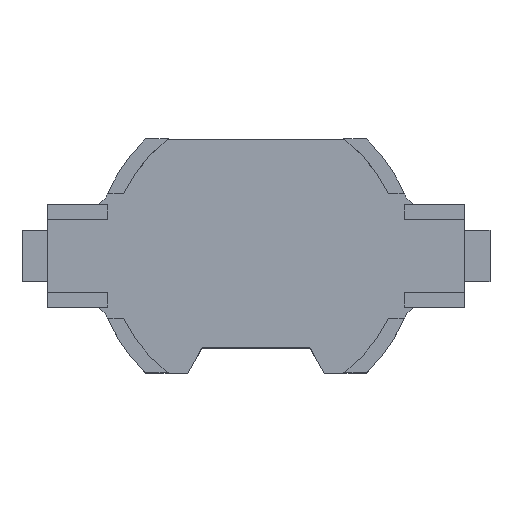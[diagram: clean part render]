
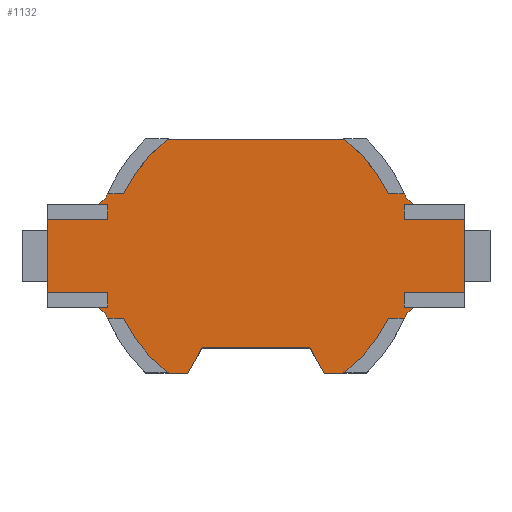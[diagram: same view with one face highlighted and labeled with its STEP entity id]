
A CAD part, top view. The second image highlights one B-rep face of the part: STEP entity #1132.
In plain terms, the highlighted planar face has unit normal (0, 0, 1).
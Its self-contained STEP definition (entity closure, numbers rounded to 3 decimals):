
#311=VERTEX_POINT('NONE',#312);
#312=CARTESIAN_POINT('',(14.25,2.517,1.148));
#318=EDGE_CURVE('NONE',#311,#319,#321,.T.);
#319=VERTEX_POINT('NONE',#320);
#320=CARTESIAN_POINT('',(14.25,-2.483,1.148));
#321=LINE('',#322,#323);
#322=CARTESIAN_POINT('',(14.25,-3.483,1.148));
#323=VECTOR('',#324,1.0);
#324=DIRECTION('',(0.0,-1.0,0.0));
#356=EDGE_CURVE('NONE',#357,#359,#361,.T.);
#357=VERTEX_POINT('NONE',#358);
#358=CARTESIAN_POINT('',(10.146,-3.483,1.148));
#359=VERTEX_POINT('NONE',#360);
#360=CARTESIAN_POINT('',(10.93,-3.483,1.148));
#361=LINE('',#362,#363);
#362=CARTESIAN_POINT('',(10.93,-3.483,1.148));
#363=VECTOR('',#364,1.0);
#364=DIRECTION('',(1.0,0.,0.0));
#397=EDGE_CURVE('NONE',#359,#398,#400,.F.);
#398=VERTEX_POINT('NONE',#399);
#399=CARTESIAN_POINT('',(10.146,-4.233,1.148));
#400=CIRCLE('',#401,1.358);
#401=AXIS2_PLACEMENT_3D('',#402,#403,#404);
#402=CARTESIAN_POINT('',(11.398,-4.758,1.148));
#403=DIRECTION('',(0.0,0.,-1.0));
#404=DIRECTION('',(0.0,-1.0,0.));
#464=VERTEX_POINT('NONE',#465);
#465=CARTESIAN_POINT('',(6.0,-7.983,1.148));
#471=EDGE_CURVE('NONE',#464,#472,#474,.F.);
#472=VERTEX_POINT('NONE',#473);
#473=CARTESIAN_POINT('',(4.684,-7.983,1.148));
#474=LINE('',#475,#476);
#475=CARTESIAN_POINT('',(4.684,-7.983,1.148));
#476=VECTOR('',#477,1.0);
#477=DIRECTION('',(1.0,0.0,0.0));
#495=EDGE_CURVE('NONE',#472,#496,#498,.F.);
#496=VERTEX_POINT('NONE',#497);
#497=CARTESIAN_POINT('',(3.681,-6.269,1.148));
#498=LINE('',#499,#500);
#499=CARTESIAN_POINT('',(3.681,-6.269,1.148));
#500=VECTOR('',#501,1.0);
#501=DIRECTION('',(0.505,-0.863,0.0));
#519=EDGE_CURVE('NONE',#496,#520,#522,.F.);
#520=VERTEX_POINT('NONE',#521);
#521=CARTESIAN_POINT('',(-3.681,-6.269,1.148));
#522=LINE('',#523,#524);
#523=CARTESIAN_POINT('',(-3.681,-6.269,1.148));
#524=VECTOR('',#525,1.0);
#525=DIRECTION('',(1.0,0.0,0.0));
#543=EDGE_CURVE('NONE',#520,#544,#546,.F.);
#544=VERTEX_POINT('NONE',#545);
#545=CARTESIAN_POINT('',(-4.684,-7.983,1.148));
#546=LINE('',#547,#548);
#547=CARTESIAN_POINT('',(-4.684,-7.983,1.148));
#548=VECTOR('',#549,1.0);
#549=DIRECTION('',(0.505,0.863,0.0));
#567=EDGE_CURVE('NONE',#544,#568,#570,.F.);
#568=VERTEX_POINT('NONE',#569);
#569=CARTESIAN_POINT('',(-6.0,-7.983,1.148));
#570=LINE('',#571,#572);
#571=CARTESIAN_POINT('',(-6.0,-7.983,1.148));
#572=VECTOR('',#573,1.0);
#573=DIRECTION('',(1.0,0.0,0.0));
#609=VERTEX_POINT('NONE',#610);
#610=CARTESIAN_POINT('',(-10.146,-4.233,1.148));
#640=EDGE_CURVE('NONE',#609,#641,#643,.F.);
#641=VERTEX_POINT('NONE',#642);
#642=CARTESIAN_POINT('',(-10.93,-3.483,1.148));
#643=CIRCLE('',#644,1.358);
#644=AXIS2_PLACEMENT_3D('',#645,#646,#647);
#645=CARTESIAN_POINT('',(-11.398,-4.758,1.148));
#646=DIRECTION('',(0.0,0.,-1.0));
#647=DIRECTION('',(0.,-1.0,0.));
#682=EDGE_CURVE('NONE',#641,#683,#685,.T.);
#683=VERTEX_POINT('NONE',#684);
#684=CARTESIAN_POINT('',(-10.146,-3.483,1.148));
#685=LINE('',#686,#687);
#686=CARTESIAN_POINT('',(-10.93,-3.483,1.148));
#687=VECTOR('',#688,1.0);
#688=DIRECTION('',(1.0,0.,0.0));
#722=VERTEX_POINT('NONE',#723);
#723=CARTESIAN_POINT('',(-14.25,-2.483,1.148));
#729=EDGE_CURVE('NONE',#722,#730,#732,.T.);
#730=VERTEX_POINT('NONE',#731);
#731=CARTESIAN_POINT('',(-14.25,2.517,1.148));
#732=LINE('',#733,#734);
#733=CARTESIAN_POINT('',(-14.25,-3.483,1.148));
#734=VECTOR('',#735,1.0);
#735=DIRECTION('',(0.0,1.0,0.0));
#798=EDGE_CURVE('NONE',#799,#801,#803,.T.);
#799=VERTEX_POINT('NONE',#800);
#800=CARTESIAN_POINT('',(-10.146,3.517,1.148));
#801=VERTEX_POINT('NONE',#802);
#802=CARTESIAN_POINT('',(-10.93,3.517,1.148));
#803=LINE('',#804,#805);
#804=CARTESIAN_POINT('',(-14.25,3.517,1.148));
#805=VECTOR('',#806,1.0);
#806=DIRECTION('',(-1.0,0.,0.));
#839=EDGE_CURVE('NONE',#801,#840,#842,.F.);
#840=VERTEX_POINT('NONE',#841);
#841=CARTESIAN_POINT('',(-10.146,4.267,1.148));
#842=CIRCLE('',#843,1.358);
#843=AXIS2_PLACEMENT_3D('',#844,#845,#846);
#844=CARTESIAN_POINT('',(-11.398,4.791,1.148));
#845=DIRECTION('',(0.0,0.,-1.0));
#846=DIRECTION('',(0.,-1.0,0.));
#906=VERTEX_POINT('NONE',#907);
#907=CARTESIAN_POINT('',(-6.0,8.017,1.148));
#913=EDGE_CURVE('NONE',#906,#914,#916,.F.);
#914=VERTEX_POINT('NONE',#915);
#915=CARTESIAN_POINT('',(6.0,8.017,1.148));
#916=LINE('',#917,#918);
#917=CARTESIAN_POINT('',(-6.0,8.017,1.148));
#918=VECTOR('',#919,1.0);
#919=DIRECTION('',(-1.0,0.0,0.0));
#955=VERTEX_POINT('NONE',#956);
#956=CARTESIAN_POINT('',(10.146,4.267,1.148));
#986=EDGE_CURVE('NONE',#955,#987,#989,.F.);
#987=VERTEX_POINT('NONE',#988);
#988=CARTESIAN_POINT('',(10.93,3.517,1.148));
#989=CIRCLE('',#990,1.358);
#990=AXIS2_PLACEMENT_3D('',#991,#992,#993);
#991=CARTESIAN_POINT('',(11.398,4.791,1.148));
#992=DIRECTION('',(0.0,0.,-1.0));
#993=DIRECTION('',(0.,-1.0,0.));
#1021=EDGE_CURVE('NONE',#987,#1022,#1024,.T.);
#1022=VERTEX_POINT('NONE',#1023);
#1023=CARTESIAN_POINT('',(10.146,3.517,1.148));
#1024=LINE('',#1025,#1026);
#1025=CARTESIAN_POINT('',(14.25,3.517,1.148));
#1026=VECTOR('',#1027,1.0);
#1027=DIRECTION('',(-1.0,0.,0.));
#1106=VERTEX_POINT('NONE',#1107);
#1107=CARTESIAN_POINT('',(10.146,-2.483,1.148));
#1122=EDGE_CURVE('NONE',#319,#1106,#1123,.F.);
#1123=LINE('',#1124,#1125);
#1124=CARTESIAN_POINT('',(14.25,-2.483,1.148));
#1125=VECTOR('',#1126,1.0);
#1126=DIRECTION('',(1.0,0.0,0.0));
#1132=ADVANCED_FACE('NONE',(#1133),#1260,.T.);
#1133=FACE_BOUND('NONE',#1134,.T.);
#1134=EDGE_LOOP('',(#1135,#1136,#1144,#1150,#1151,#1152,#1160,#1167,#1168,#1177,#1183,#1184,#1185,#1193,#1199,#1200,#1208,#1214,#1215,#1216,#1224,#1231,#1232,#1233,#1234,#1235,#1236,#1245,#1251,#1252,#1253,#1259));
#1135=ORIENTED_EDGE('',*,*,#318,.F.);
#1136=ORIENTED_EDGE('',*,*,#1137,.T.);
#1137=EDGE_CURVE('NONE',#311,#1138,#1140,.T.);
#1138=VERTEX_POINT('NONE',#1139);
#1139=CARTESIAN_POINT('',(10.146,2.517,1.148));
#1140=LINE('',#1141,#1142);
#1141=CARTESIAN_POINT('',(0.0,2.517,1.148));
#1142=VECTOR('',#1143,1.0);
#1143=DIRECTION('',(-1.0,0.0,0.0));
#1144=ORIENTED_EDGE('',*,*,#1145,.T.);
#1145=EDGE_CURVE('NONE',#1138,#1022,#1146,.T.);
#1146=LINE('',#1147,#1148);
#1147=CARTESIAN_POINT('',(10.146,0.017,1.148));
#1148=VECTOR('',#1149,1.0);
#1149=DIRECTION('',(0.0,1.0,0.));
#1150=ORIENTED_EDGE('',*,*,#1021,.F.);
#1151=ORIENTED_EDGE('',*,*,#986,.F.);
#1152=ORIENTED_EDGE('',*,*,#1153,.T.);
#1153=EDGE_CURVE('NONE',#955,#1154,#1156,.T.);
#1154=VERTEX_POINT('NONE',#1155);
#1155=CARTESIAN_POINT('',(9.052,4.267,1.148));
#1156=LINE('',#1157,#1158);
#1157=CARTESIAN_POINT('',(0.0,4.267,1.148));
#1158=VECTOR('',#1159,1.0);
#1159=DIRECTION('',(-1.0,0.0,0.0));
#1160=ORIENTED_EDGE('',*,*,#1161,.T.);
#1161=EDGE_CURVE('NONE',#1154,#914,#1162,.T.);
#1162=CIRCLE('',#1163,10.0);
#1163=AXIS2_PLACEMENT_3D('',#1164,#1165,#1166);
#1164=CARTESIAN_POINT('',(0.0,0.017,1.148));
#1165=DIRECTION('',(0.0,0.,1.0));
#1166=DIRECTION('',(0.0,-1.0,0.));
#1167=ORIENTED_EDGE('',*,*,#913,.F.);
#1168=ORIENTED_EDGE('',*,*,#1169,.T.);
#1169=EDGE_CURVE('NONE',#906,#1170,#1172,.T.);
#1170=VERTEX_POINT('NONE',#1171);
#1171=CARTESIAN_POINT('',(-9.052,4.267,1.148));
#1172=CIRCLE('',#1173,10.0);
#1173=AXIS2_PLACEMENT_3D('',#1174,#1175,#1176);
#1174=CARTESIAN_POINT('',(0.0,0.017,1.148));
#1175=DIRECTION('',(0.0,0.,1.0));
#1176=DIRECTION('',(0.0,-1.0,0.));
#1177=ORIENTED_EDGE('',*,*,#1178,.T.);
#1178=EDGE_CURVE('NONE',#1170,#840,#1179,.T.);
#1179=LINE('',#1180,#1181);
#1180=CARTESIAN_POINT('',(0.0,4.267,1.148));
#1181=VECTOR('',#1182,1.0);
#1182=DIRECTION('',(-1.0,0.0,0.0));
#1183=ORIENTED_EDGE('',*,*,#839,.F.);
#1184=ORIENTED_EDGE('',*,*,#798,.F.);
#1185=ORIENTED_EDGE('',*,*,#1186,.T.);
#1186=EDGE_CURVE('NONE',#799,#1187,#1189,.T.);
#1187=VERTEX_POINT('NONE',#1188);
#1188=CARTESIAN_POINT('',(-10.146,2.517,1.148));
#1189=LINE('',#1190,#1191);
#1190=CARTESIAN_POINT('',(-10.146,0.017,1.148));
#1191=VECTOR('',#1192,1.0);
#1192=DIRECTION('',(0.0,-1.0,0.));
#1193=ORIENTED_EDGE('',*,*,#1194,.T.);
#1194=EDGE_CURVE('NONE',#1187,#730,#1195,.T.);
#1195=LINE('',#1196,#1197);
#1196=CARTESIAN_POINT('',(0.0,2.517,1.148));
#1197=VECTOR('',#1198,1.0);
#1198=DIRECTION('',(-1.0,0.0,0.0));
#1199=ORIENTED_EDGE('',*,*,#729,.F.);
#1200=ORIENTED_EDGE('',*,*,#1201,.T.);
#1201=EDGE_CURVE('NONE',#722,#1202,#1204,.T.);
#1202=VERTEX_POINT('NONE',#1203);
#1203=CARTESIAN_POINT('',(-10.146,-2.483,1.148));
#1204=LINE('',#1205,#1206);
#1205=CARTESIAN_POINT('',(0.0,-2.483,1.148));
#1206=VECTOR('',#1207,1.0);
#1207=DIRECTION('',(1.0,0.0,0.0));
#1208=ORIENTED_EDGE('',*,*,#1209,.T.);
#1209=EDGE_CURVE('NONE',#1202,#683,#1210,.T.);
#1210=LINE('',#1211,#1212);
#1211=CARTESIAN_POINT('',(-10.146,0.017,1.148));
#1212=VECTOR('',#1213,1.0);
#1213=DIRECTION('',(0.0,-1.0,0.));
#1214=ORIENTED_EDGE('',*,*,#682,.F.);
#1215=ORIENTED_EDGE('',*,*,#640,.F.);
#1216=ORIENTED_EDGE('',*,*,#1217,.T.);
#1217=EDGE_CURVE('NONE',#609,#1218,#1220,.T.);
#1218=VERTEX_POINT('NONE',#1219);
#1219=CARTESIAN_POINT('',(-9.052,-4.233,1.148));
#1220=LINE('',#1221,#1222);
#1221=CARTESIAN_POINT('',(0.0,-4.233,1.148));
#1222=VECTOR('',#1223,1.0);
#1223=DIRECTION('',(1.0,0.0,0.0));
#1224=ORIENTED_EDGE('',*,*,#1225,.T.);
#1225=EDGE_CURVE('NONE',#1218,#568,#1226,.T.);
#1226=CIRCLE('',#1227,10.0);
#1227=AXIS2_PLACEMENT_3D('',#1228,#1229,#1230);
#1228=CARTESIAN_POINT('',(0.0,0.017,1.148));
#1229=DIRECTION('',(0.0,0.,1.0));
#1230=DIRECTION('',(0.0,-1.0,0.));
#1231=ORIENTED_EDGE('',*,*,#567,.F.);
#1232=ORIENTED_EDGE('',*,*,#543,.F.);
#1233=ORIENTED_EDGE('',*,*,#519,.F.);
#1234=ORIENTED_EDGE('',*,*,#495,.F.);
#1235=ORIENTED_EDGE('',*,*,#471,.F.);
#1236=ORIENTED_EDGE('',*,*,#1237,.T.);
#1237=EDGE_CURVE('NONE',#464,#1238,#1240,.T.);
#1238=VERTEX_POINT('NONE',#1239);
#1239=CARTESIAN_POINT('',(9.052,-4.233,1.148));
#1240=CIRCLE('',#1241,10.0);
#1241=AXIS2_PLACEMENT_3D('',#1242,#1243,#1244);
#1242=CARTESIAN_POINT('',(0.0,0.017,1.148));
#1243=DIRECTION('',(0.0,0.,1.0));
#1244=DIRECTION('',(0.0,-1.0,0.));
#1245=ORIENTED_EDGE('',*,*,#1246,.T.);
#1246=EDGE_CURVE('NONE',#1238,#398,#1247,.T.);
#1247=LINE('',#1248,#1249);
#1248=CARTESIAN_POINT('',(0.0,-4.233,1.148));
#1249=VECTOR('',#1250,1.0);
#1250=DIRECTION('',(1.0,0.0,0.0));
#1251=ORIENTED_EDGE('',*,*,#397,.F.);
#1252=ORIENTED_EDGE('',*,*,#356,.F.);
#1253=ORIENTED_EDGE('',*,*,#1254,.T.);
#1254=EDGE_CURVE('NONE',#357,#1106,#1255,.T.);
#1255=LINE('',#1256,#1257);
#1256=CARTESIAN_POINT('',(10.146,0.017,1.148));
#1257=VECTOR('',#1258,1.0);
#1258=DIRECTION('',(0.0,1.0,0.));
#1259=ORIENTED_EDGE('',*,*,#1122,.F.);
#1260=PLANE('',#1261);
#1261=AXIS2_PLACEMENT_3D('',#1262,#1263,#1264);
#1262=CARTESIAN_POINT('',(0.0,0.017,1.148));
#1263=DIRECTION('',(0.0,0.,1.0));
#1264=DIRECTION('',(0.0,-1.0,0.));
